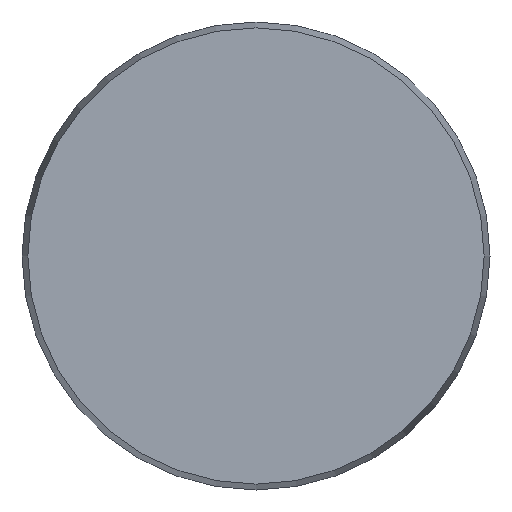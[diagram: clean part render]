
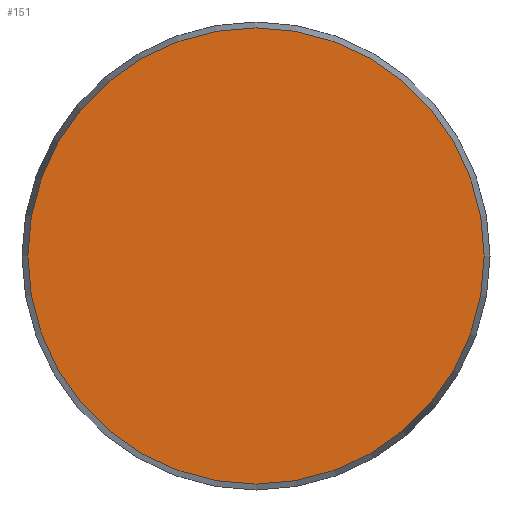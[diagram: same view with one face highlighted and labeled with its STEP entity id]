
A CAD part, front view. The second image highlights one B-rep face of the part: STEP entity #151.
In plain terms, the highlighted planar face has unit normal (0, -1, 0).
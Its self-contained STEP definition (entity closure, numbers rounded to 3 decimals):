
#151 = ADVANCED_FACE( '', ( #312 ), #313, .F. );
#312 = FACE_OUTER_BOUND( '', #501, .T. );
#313 = PLANE( '', #502 );
#501 = EDGE_LOOP( '', ( #831 ) );
#502 = AXIS2_PLACEMENT_3D( '', #832, #833, #834 );
#831 = ORIENTED_EDGE( '', *, *, #934, .T. );
#832 = CARTESIAN_POINT( '', ( 48.75, 0., 0. ) );
#833 = DIRECTION( '', ( 0., 1., 0. ) );
#834 = DIRECTION( '', ( 0., 0., 1. ) );
#934 = EDGE_CURVE( '', #1104, #1104, #1105, .T. );
#1104 = VERTEX_POINT( '', #1408 );
#1105 = CIRCLE( '', #1409, 48.75 );
#1408 = CARTESIAN_POINT( '', ( 0., 0., -48.75 ) );
#1409 = AXIS2_PLACEMENT_3D( '', #1600, #1601, #1602 );
#1600 = CARTESIAN_POINT( '', ( 0., 0., 0. ) );
#1601 = DIRECTION( '', ( 0., -1., 0. ) );
#1602 = DIRECTION( '', ( 0., 0., -1. ) );
